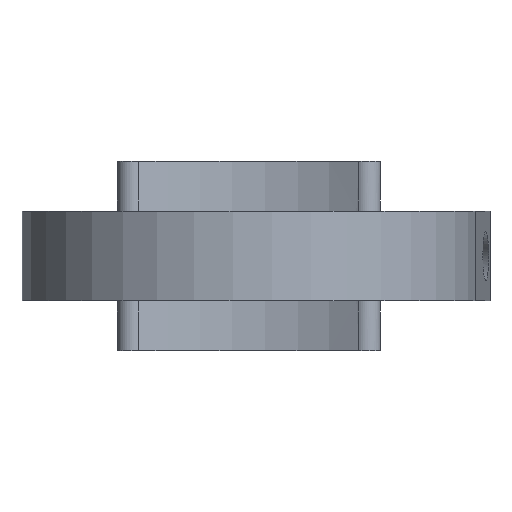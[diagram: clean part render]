
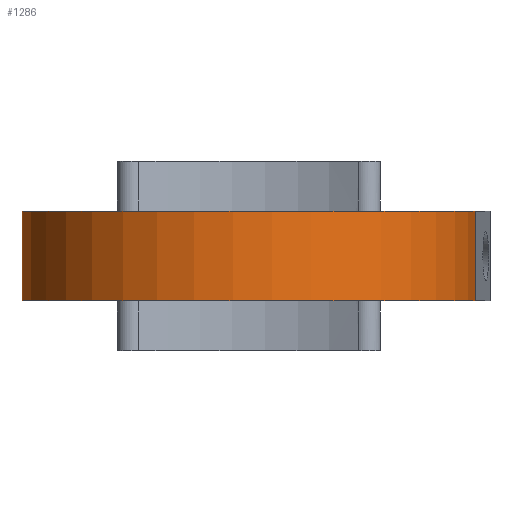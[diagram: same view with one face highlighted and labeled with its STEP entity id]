
A CAD part, front view. The second image highlights one B-rep face of the part: STEP entity #1286.
In plain terms, the highlighted cylindrical face has radius 22.8 mm (diameter 45.6 mm), a partial arc.
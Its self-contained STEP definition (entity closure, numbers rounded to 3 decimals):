
#58=CYLINDRICAL_SURFACE('',#1439,22.8);
#120=CIRCLE('',#1360,22.8);
#138=CIRCLE('',#1385,22.8);
#222=FACE_OUTER_BOUND('',#312,.T.);
#312=EDGE_LOOP('',(#1173,#1174,#1175,#1176));
#393=LINE('',#2286,#491);
#410=LINE('',#2322,#508);
#491=VECTOR('',#1782,9.);
#508=VECTOR('',#1837,9.);
#575=VERTEX_POINT('',#2027);
#576=VERTEX_POINT('',#2029);
#601=VERTEX_POINT('',#2093);
#602=VERTEX_POINT('',#2095);
#723=EDGE_CURVE('',#576,#575,#120,.T.);
#756=EDGE_CURVE('',#602,#601,#138,.T.);
#797=EDGE_CURVE('',#601,#576,#393,.T.);
#814=EDGE_CURVE('',#575,#602,#410,.T.);
#1173=ORIENTED_EDGE('',*,*,#756,.T.);
#1174=ORIENTED_EDGE('',*,*,#797,.T.);
#1175=ORIENTED_EDGE('',*,*,#723,.T.);
#1176=ORIENTED_EDGE('',*,*,#814,.T.);
#1286=ADVANCED_FACE('',(#222),#58,.T.);
#1360=AXIS2_PLACEMENT_3D('',#2030,#1633,#1634);
#1385=AXIS2_PLACEMENT_3D('',#2096,#1698,#1699);
#1439=AXIS2_PLACEMENT_3D('',#2323,#1838,#1839);
#1633=DIRECTION('center_axis',(0.,0.,1.));
#1634=DIRECTION('ref_axis',(-0.737,0.676,0.));
#1698=DIRECTION('center_axis',(0.,0.,-1.));
#1699=DIRECTION('ref_axis',(-0.737,0.676,0.));
#1782=DIRECTION('',(0.,0.,-1.));
#1837=DIRECTION('',(0.,0.,1.));
#1838=DIRECTION('center_axis',(0.,0.,1.));
#1839=DIRECTION('ref_axis',(-0.737,0.676,0.));
#2027=CARTESIAN_POINT('',(22.713,20.813,-4.5));
#2029=CARTESIAN_POINT('',(-16.81,38.203,-4.5));
#2030=CARTESIAN_POINT('Origin',(0.,22.8,
-4.5));
#2093=CARTESIAN_POINT('',(-16.81,38.203,4.5));
#2095=CARTESIAN_POINT('',(22.713,20.813,4.5));
#2096=CARTESIAN_POINT('Origin',(0.,22.8,
4.5));
#2286=CARTESIAN_POINT('',(-16.81,38.203,0.));
#2322=CARTESIAN_POINT('',(22.713,20.813,0.));
#2323=CARTESIAN_POINT('Origin',(0.,22.8,
0.));
